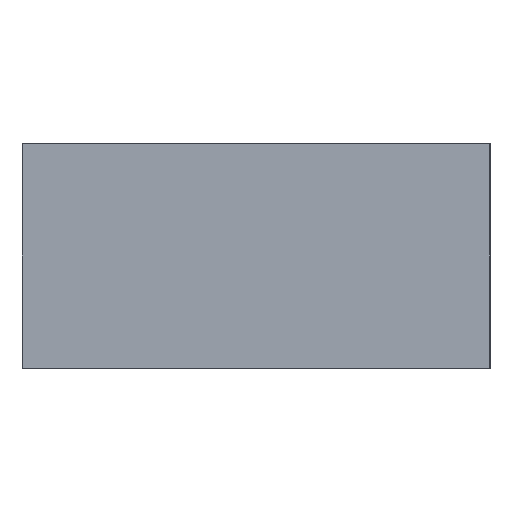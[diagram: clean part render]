
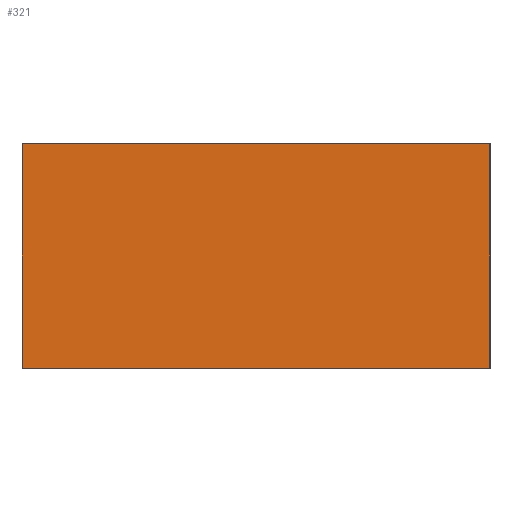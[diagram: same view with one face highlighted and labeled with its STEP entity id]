
A CAD part, left-side view. The second image highlights one B-rep face of the part: STEP entity #321.
In plain terms, the highlighted planar face has unit normal (-1, 0, 0).
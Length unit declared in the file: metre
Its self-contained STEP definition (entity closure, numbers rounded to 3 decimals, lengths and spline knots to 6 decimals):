
#189 = EDGE_CURVE( '', #501, #502, #503, .T. );
#259 = EDGE_CURVE( '', #597, #618, #619, .T. );
#289 = EDGE_CURVE( '', #501, #597, #658, .T. );
#321 = ADVANCED_FACE( '', ( #697 ), #698, .F. );
#351 = EDGE_CURVE( '', #618, #502, #734, .T. );
#501 = VERTEX_POINT( '', #908 );
#502 = VERTEX_POINT( '', #909 );
#503 = LINE( '', #910, #911 );
#597 = VERTEX_POINT( '', #1050 );
#618 = VERTEX_POINT( '', #1081 );
#619 = LINE( '', #1082, #1083 );
#658 = LINE( '', #1143, #1144 );
#697 = FACE_OUTER_BOUND( '', #1207, .T. );
#698 = PLANE( '', #1208 );
#734 = LINE( '', #1269, #1270 );
#908 = CARTESIAN_POINT( '', ( -0.000999, -0.000625, 0. ) );
#909 = CARTESIAN_POINT( '', ( -0.000999, 0.000625, 0. ) );
#910 = CARTESIAN_POINT( '', ( -0.000999, 0., 0. ) );
#911 = VECTOR( '', #1474, 1. );
#1050 = CARTESIAN_POINT( '', ( -0.000999, -0.000625, 0.0006 ) );
#1081 = CARTESIAN_POINT( '', ( -0.000999, 0.000625, 0.0006 ) );
#1082 = CARTESIAN_POINT( '', ( -0.000999, 0., 0.0006 ) );
#1083 = VECTOR( '', #1562, 1. );
#1143 = CARTESIAN_POINT( '', ( -0.000999, -0.000625, 0. ) );
#1144 = VECTOR( '', #1609, 1. );
#1207 = EDGE_LOOP( '', ( #1651, #1652, #1653, #1654 ) );
#1208 = AXIS2_PLACEMENT_3D( '', #1655, #1656, #1657 );
#1269 = CARTESIAN_POINT( '', ( -0.000999, 0.000625, 0.00055 ) );
#1270 = VECTOR( '', #1686, 1. );
#1474 = DIRECTION( '', ( 0., 1., 0. ) );
#1562 = DIRECTION( '', ( 0., 1., 0. ) );
#1609 = DIRECTION( '', ( 0., 0., 1. ) );
#1651 = ORIENTED_EDGE( '', *, *, #259, .T. );
#1652 = ORIENTED_EDGE( '', *, *, #351, .T. );
#1653 = ORIENTED_EDGE( '', *, *, #189, .F. );
#1654 = ORIENTED_EDGE( '', *, *, #289, .T. );
#1655 = CARTESIAN_POINT( '', ( -0.000999, 0., 0.00055 ) );
#1656 = DIRECTION( '', ( 1., 0., 0. ) );
#1657 = DIRECTION( '', ( 0., 1., 0. ) );
#1686 = DIRECTION( '', ( 0., 0., -1. ) );
